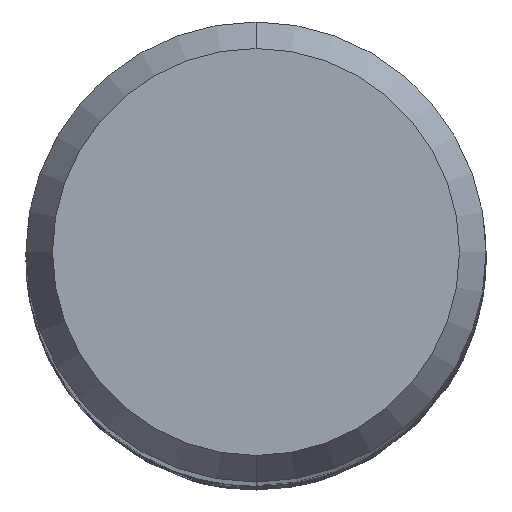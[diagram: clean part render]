
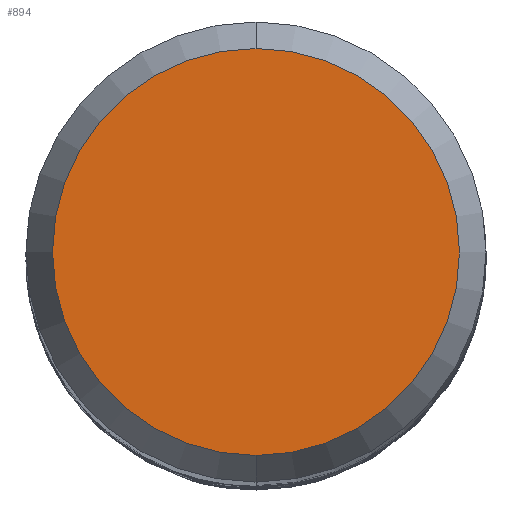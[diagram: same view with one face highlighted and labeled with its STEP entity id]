
A CAD part, top view. The second image highlights one B-rep face of the part: STEP entity #894.
In plain terms, the highlighted planar face has unit normal (0, 0, 1).
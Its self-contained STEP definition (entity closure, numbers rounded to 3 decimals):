
#798=VERTEX_POINT('',#2055);
#894=ADVANCED_FACE('',(#2158),#2159,.T.);
#1152=EDGE_CURVE('',#798,#1676,#2436,.T.);
#1542=EDGE_CURVE('',#1676,#798,#2863,.T.);
#1676=VERTEX_POINT('',#3010);
#2055=CARTESIAN_POINT('',(0.0,4.423,0.0));
#2158=FACE_OUTER_BOUND('',#6551,.T.);
#2159=PLANE('',#6552);
#2436=CIRCLE('',#9903,4.423);
#2863=CIRCLE('',#15191,4.423);
#3010=CARTESIAN_POINT('',(0.,-4.423,0.0));
#6551=EDGE_LOOP('',(#21698,#21699));
#6552=AXIS2_PLACEMENT_3D('',#21700,#21701,#21702);
#9903=AXIS2_PLACEMENT_3D('',#21990,#21991,#21992);
#15191=AXIS2_PLACEMENT_3D('',#22485,#22486,#22487);
#21698=ORIENTED_EDGE('',*,*,#1152,.F.);
#21699=ORIENTED_EDGE('',*,*,#1542,.F.);
#21700=CARTESIAN_POINT('',(0.0,2.211,0.0));
#21701=DIRECTION('',(-0.0,0.0,1.0));
#21702=DIRECTION('',(0.0,-1.0,0.0));
#21990=CARTESIAN_POINT('',(0.0,0.0,0.0));
#21991=DIRECTION('',(0.0,0.0,-1.0));
#21992=DIRECTION('',(0.0,1.0,0.0));
#22485=CARTESIAN_POINT('',(0.0,0.0,0.0));
#22486=DIRECTION('',(0.0,0.0,-1.0));
#22487=DIRECTION('',(0.0,1.0,0.0));
